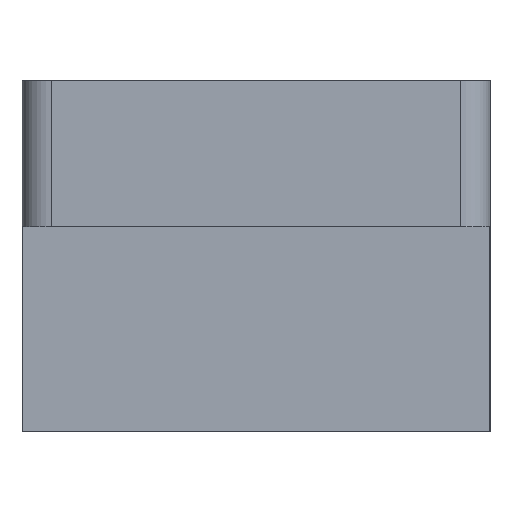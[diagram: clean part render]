
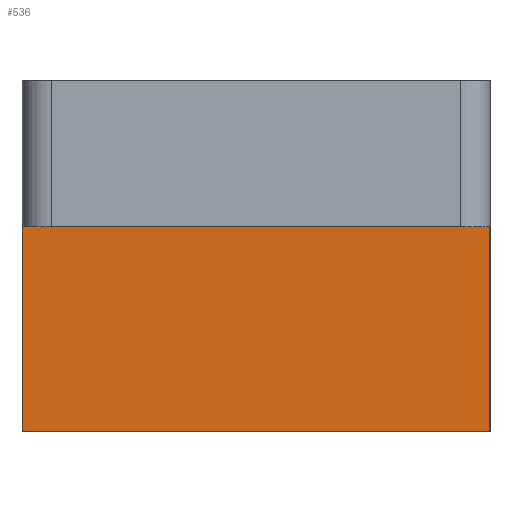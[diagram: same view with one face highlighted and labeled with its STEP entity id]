
A CAD part, left-side view. The second image highlights one B-rep face of the part: STEP entity #536.
In plain terms, the highlighted planar face has unit normal (-1, 0, 0).
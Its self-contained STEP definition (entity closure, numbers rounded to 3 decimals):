
#9 = DIRECTION ( 'NONE',  ( 0., 1., 0. ) ) ;
#86 = LINE ( 'NONE', #424, #1082 ) ;
#110 = CARTESIAN_POINT ( 'NONE',  ( -9.097, 38.174, -20.5 ) ) ;
#117 = ORIENTED_EDGE ( 'NONE', *, *, #599, .F. ) ;
#120 = DIRECTION ( 'NONE',  ( 1., 0., 0. ) ) ;
#125 = ORIENTED_EDGE ( 'NONE', *, *, #1036, .T. ) ;
#185 = CARTESIAN_POINT ( 'NONE',  ( -9.097, 54.174, -20.5 ) ) ;
#196 = LINE ( 'NONE', #610, #1249 ) ;
#251 = VERTEX_POINT ( 'NONE', #185 ) ;
#269 = LINE ( 'NONE', #380, #959 ) ;
#355 = ORIENTED_EDGE ( 'NONE', *, *, #1010, .F. ) ;
#380 = CARTESIAN_POINT ( 'NONE',  ( -9.097, 38.174, -13.5 ) ) ;
#424 = CARTESIAN_POINT ( 'NONE',  ( -9.097, 54.174, -20.5 ) ) ;
#439 = LINE ( 'NONE', #110, #527 ) ;
#508 = CARTESIAN_POINT ( 'NONE',  ( -9.097, 38.174, -13.5 ) ) ;
#527 = VECTOR ( 'NONE', #901, 1000. ) ;
#536 = ADVANCED_FACE ( 'NONE', ( #1344 ), #785, .F. ) ;
#599 = EDGE_CURVE ( 'NONE', #1331, #251, #196, .T. ) ;
#606 = VERTEX_POINT ( 'NONE', #753 ) ;
#610 = CARTESIAN_POINT ( 'NONE',  ( -9.097, 38.174, -20.5 ) ) ;
#710 = EDGE_LOOP ( 'NONE', ( #796, #355, #117, #125 ) ) ;
#753 = CARTESIAN_POINT ( 'NONE',  ( -9.097, 54.174, -13.5 ) ) ;
#763 = VERTEX_POINT ( 'NONE', #508 ) ;
#785 = PLANE ( 'NONE',  #1111 ) ;
#796 = ORIENTED_EDGE ( 'NONE', *, *, #878, .T. ) ;
#878 = EDGE_CURVE ( 'NONE', #763, #606, #269, .T. ) ;
#882 = CARTESIAN_POINT ( 'NONE',  ( -9.097, 38.174, -20.5 ) ) ;
#901 = DIRECTION ( 'NONE',  ( 0., 0., 1. ) ) ;
#943 = DIRECTION ( 'NONE',  ( 0., 1., 0. ) ) ;
#959 = VECTOR ( 'NONE', #943, 1000. ) ;
#1010 = EDGE_CURVE ( 'NONE', #251, #606, #86, .T. ) ;
#1036 = EDGE_CURVE ( 'NONE', #1331, #763, #439, .T. ) ;
#1082 = VECTOR ( 'NONE', #1299, 1000. ) ;
#1111 = AXIS2_PLACEMENT_3D ( 'NONE', #1231, #120, #9 ) ;
#1167 = DIRECTION ( 'NONE',  ( 0., 1., 0. ) ) ;
#1231 = CARTESIAN_POINT ( 'NONE',  ( -9.097, 38.174, -20.5 ) ) ;
#1249 = VECTOR ( 'NONE', #1167, 1000. ) ;
#1299 = DIRECTION ( 'NONE',  ( 0., 0., 1. ) ) ;
#1331 = VERTEX_POINT ( 'NONE', #882 ) ;
#1344 = FACE_OUTER_BOUND ( 'NONE', #710, .T. ) ;
